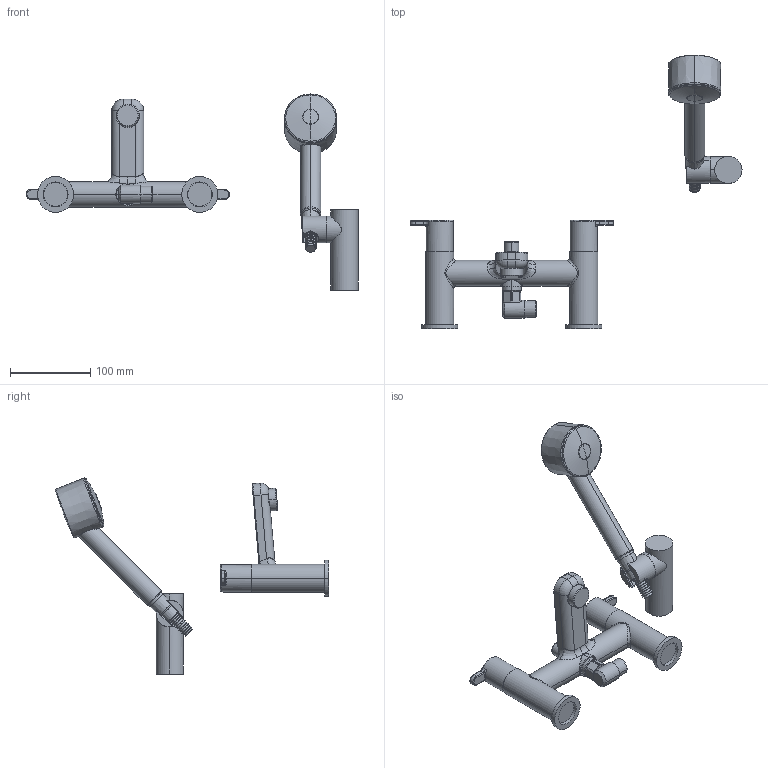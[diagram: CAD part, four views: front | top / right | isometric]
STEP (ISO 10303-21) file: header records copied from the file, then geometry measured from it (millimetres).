
FILE_DESCRIPTION(('CoCreate Modeling STEP Export'),'2;1');
FILE_NAME('92CR103CX.stp','2019-02-07T15:16:57',(''),(''),'CoCreate Modeling STEP processor for AP214 (Solid Model)','CoCreate Modeling 17.0 01-Apr-2010 (C) Parametric Technology GmbH','');
FILE_SCHEMA(('AUTOMOTIVE_DESIGN { 1 0 10303 214 1 1 1 1 }'));
Length unit declared in the file: millimetre
Products named in the file (4): 1; doccetta.1
Assembly tree (2 placements, depth 2):
  1
    1
  doccetta.1
    doccetta.1
Bounding box: 414.53 x 341.62 x 244.74 mm (x, y, z)
Volume: 822394.6 mm3; surface area: 117152.3 mm2
Topology: 2 solids, 2 shells, 319 faces, 745 edges, 454 vertices
Faces by surface type: cylinder 126, plane 73, torus 47, cone 45, bspline 22, sphere 6
Entity records: 22199 total; most frequent: CARTESIAN_POINT 14118, ORIENTED_EDGE 1474, DIRECTION 1121, EDGE_CURVE 737, AXIS2_PLACEMENT_3D 459, VERTEX_POINT 454, EDGE_LOOP 353, FACE_OUTER_BOUND 319
